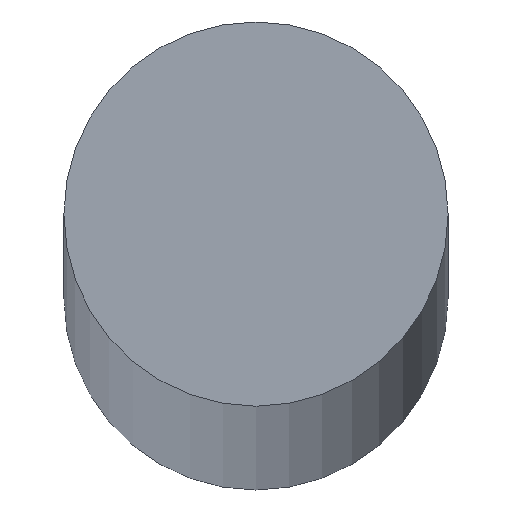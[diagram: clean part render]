
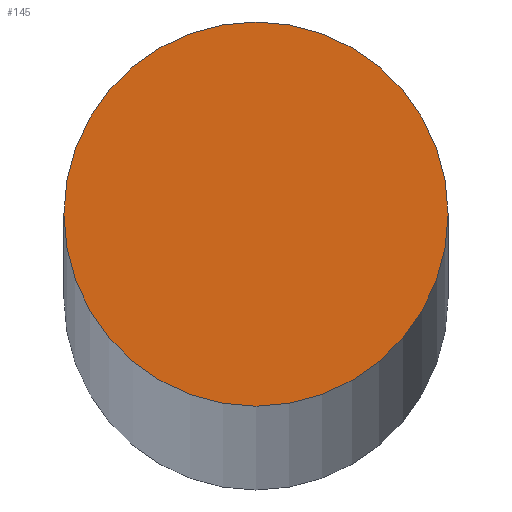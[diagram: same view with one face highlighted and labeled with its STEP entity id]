
A CAD part, top view. The second image highlights one B-rep face of the part: STEP entity #145.
In plain terms, the highlighted planar face has unit normal (0, 0, 1).
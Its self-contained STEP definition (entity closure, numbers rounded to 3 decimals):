
#9 = DIRECTION ( 'NONE',  ( 0., 0., 1. ) ) ;
#16 = AXIS2_PLACEMENT_3D ( 'NONE', #188, #64, #52 ) ;
#17 = EDGE_CURVE ( 'NONE', #87, #134, #194, .T. ) ;
#19 = AXIS2_PLACEMENT_3D ( 'NONE', #98, #173, #65 ) ;
#39 = ORIENTED_EDGE ( 'NONE', *, *, #157, .T. ) ;
#52 = DIRECTION ( 'NONE',  ( 1., 0., 0. ) ) ;
#54 = AXIS2_PLACEMENT_3D ( 'NONE', #85, #9, #100 ) ;
#64 = DIRECTION ( 'NONE',  ( 0., 0., 1. ) ) ;
#65 = DIRECTION ( 'NONE',  ( 1., 0., 0. ) ) ;
#68 = ORIENTED_EDGE ( 'NONE', *, *, #17, .T. ) ;
#85 = CARTESIAN_POINT ( 'NONE',  ( 0., 0., 500. ) ) ;
#87 = VERTEX_POINT ( 'NONE', #137 ) ;
#98 = CARTESIAN_POINT ( 'NONE',  ( 0., 0., 500. ) ) ;
#100 = DIRECTION ( 'NONE',  ( 1., 0., 0. ) ) ;
#118 = EDGE_LOOP ( 'NONE', ( #39, #68 ) ) ;
#120 = CARTESIAN_POINT ( 'NONE',  ( -2., 0., 500. ) ) ;
#133 = PLANE ( 'NONE',  #16 ) ;
#134 = VERTEX_POINT ( 'NONE', #120 ) ;
#137 = CARTESIAN_POINT ( 'NONE',  ( 2., 0., 500. ) ) ;
#145 = ADVANCED_FACE ( 'NONE', ( #183 ), #133, .T. ) ;
#157 = EDGE_CURVE ( 'NONE', #134, #87, #200, .T. ) ;
#173 = DIRECTION ( 'NONE',  ( 0., 0., 1. ) ) ;
#183 = FACE_OUTER_BOUND ( 'NONE', #118, .T. ) ;
#188 = CARTESIAN_POINT ( 'NONE',  ( 0., 0., 500. ) ) ;
#194 = CIRCLE ( 'NONE', #54, 2. ) ;
#200 = CIRCLE ( 'NONE', #19, 2. ) ;
